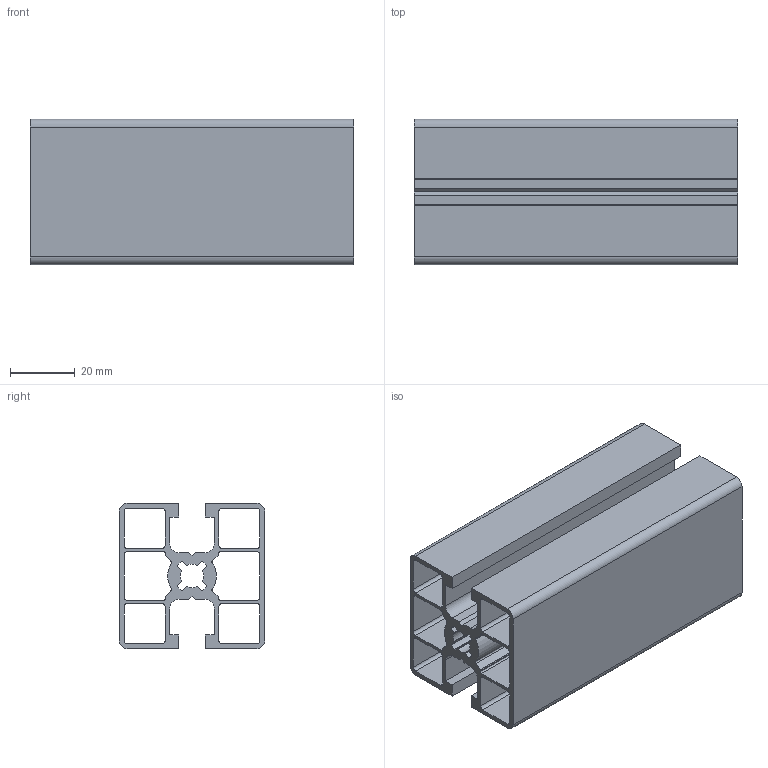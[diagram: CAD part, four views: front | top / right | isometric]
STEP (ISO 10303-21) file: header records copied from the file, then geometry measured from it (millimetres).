
FILE_DESCRIPTION (( 'STEP AP214' ), '1' );
FILE_NAME ('084.101.038.STEP', '2020-07-23T07:26:50', ( '' ), ( '' ), 'SwSTEP 2.0', 'SolidWorks 2018', '' );
FILE_SCHEMA (( 'AUTOMOTIVE_DESIGN' ));
Length unit declared in the file: millimetre
Products named in the file (1): 084.101.038
Bounding box: 100 x 45 x 45 mm (x, y, z)
Volume: 54999.2 mm3; surface area: 61005.2 mm2
Topology: 1 solids, 1 shells, 137 faces, 405 edges, 270 vertices
Faces by surface type: cylinder 71, plane 66
Entity records: 4683 total; most frequent: DIRECTION 823, CARTESIAN_POINT 813, ORIENTED_EDGE 810, EDGE_CURVE 405, AXIS2_PLACEMENT_3D 280, VERTEX_POINT 270, LINE 263, VECTOR 263
